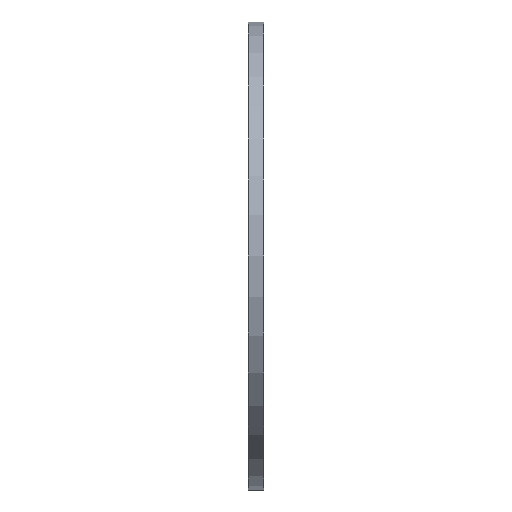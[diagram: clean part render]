
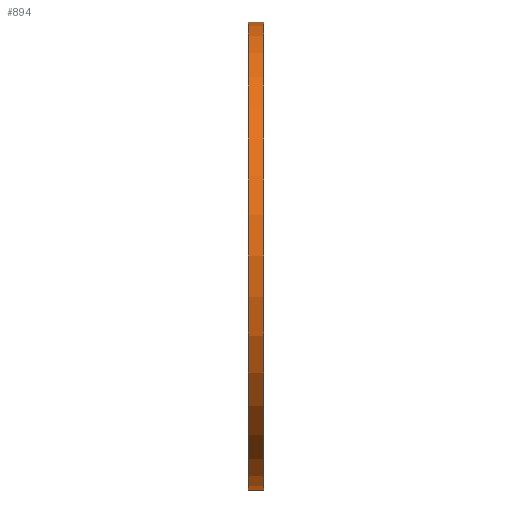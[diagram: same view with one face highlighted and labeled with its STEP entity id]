
A CAD part, left-side view. The second image highlights one B-rep face of the part: STEP entity #894.
In plain terms, the highlighted cylindrical face has radius 45 mm (diameter 90 mm), a partial arc.
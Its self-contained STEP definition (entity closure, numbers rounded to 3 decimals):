
#78 = EDGE_CURVE ( 'NONE', #761, #869, #488, .T. ) ;
#137 = CARTESIAN_POINT ( 'NONE',  ( 0., 3., -45. ) ) ;
#172 = CARTESIAN_POINT ( 'NONE',  ( 0., 0., 45. ) ) ;
#217 = CYLINDRICAL_SURFACE ( 'NONE', #961, 45. ) ;
#231 = EDGE_CURVE ( 'NONE', #869, #736, #1377, .T. ) ;
#252 = CARTESIAN_POINT ( 'NONE',  ( 0., 3., 0. ) ) ;
#260 = ORIENTED_EDGE ( 'NONE', *, *, #231, .T. ) ;
#274 = CIRCLE ( 'NONE', #1382, 45. ) ;
#309 = CARTESIAN_POINT ( 'NONE',  ( 0., 0., -45. ) ) ;
#332 = DIRECTION ( 'NONE',  ( 0., -1., 0. ) ) ;
#359 = DIRECTION ( 'NONE',  ( 0., 0., 1. ) ) ;
#372 = ORIENTED_EDGE ( 'NONE', *, *, #1169, .F. ) ;
#413 = CARTESIAN_POINT ( 'NONE',  ( 0., 3., 45. ) ) ;
#416 = AXIS2_PLACEMENT_3D ( 'NONE', #687, #1143, #359 ) ;
#453 = ORIENTED_EDGE ( 'NONE', *, *, #1408, .F. ) ;
#474 = VECTOR ( 'NONE', #1174, 1000. ) ;
#488 = LINE ( 'NONE', #137, #885 ) ;
#547 = ORIENTED_EDGE ( 'NONE', *, *, #78, .T. ) ;
#668 = FACE_OUTER_BOUND ( 'NONE', #1157, .T. ) ;
#687 = CARTESIAN_POINT ( 'NONE',  ( 0., 0., 0. ) ) ;
#736 = VERTEX_POINT ( 'NONE', #172 ) ;
#751 = DIRECTION ( 'NONE',  ( 0., 0., -1. ) ) ;
#761 = VERTEX_POINT ( 'NONE', #830 ) ;
#821 = VERTEX_POINT ( 'NONE', #413 ) ;
#830 = CARTESIAN_POINT ( 'NONE',  ( 0., 3., -45. ) ) ;
#869 = VERTEX_POINT ( 'NONE', #309 ) ;
#885 = VECTOR ( 'NONE', #1265, 1000. ) ;
#894 = ADVANCED_FACE ( 'NONE', ( #668 ), #217, .T. ) ;
#961 = AXIS2_PLACEMENT_3D ( 'NONE', #1318, #332, #751 ) ;
#1143 = DIRECTION ( 'NONE',  ( 0., 1., 0. ) ) ;
#1157 = EDGE_LOOP ( 'NONE', ( #372, #453, #547, #260 ) ) ;
#1167 = LINE ( 'NONE', #1389, #474 ) ;
#1169 = EDGE_CURVE ( 'NONE', #821, #736, #1167, .T. ) ;
#1174 = DIRECTION ( 'NONE',  ( 0., -1., 0. ) ) ;
#1245 = DIRECTION ( 'NONE',  ( 0., 0., 1. ) ) ;
#1265 = DIRECTION ( 'NONE',  ( 0., -1., 0. ) ) ;
#1318 = CARTESIAN_POINT ( 'NONE',  ( 0., 3., 0. ) ) ;
#1340 = DIRECTION ( 'NONE',  ( 0., 1., 0. ) ) ;
#1377 = CIRCLE ( 'NONE', #416, 45. ) ;
#1382 = AXIS2_PLACEMENT_3D ( 'NONE', #252, #1340, #1245 ) ;
#1389 = CARTESIAN_POINT ( 'NONE',  ( 0., 3., 45. ) ) ;
#1408 = EDGE_CURVE ( 'NONE', #761, #821, #274, .T. ) ;
